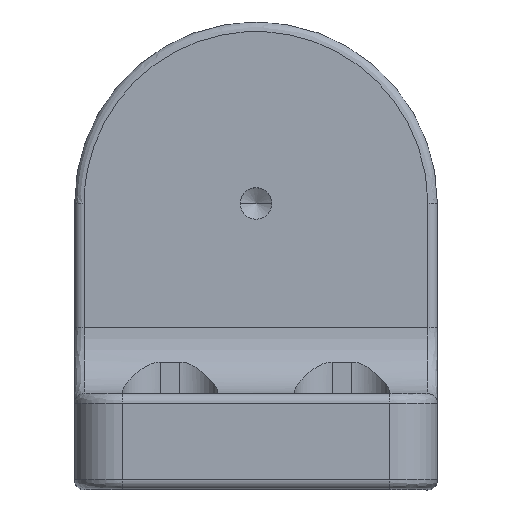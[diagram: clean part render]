
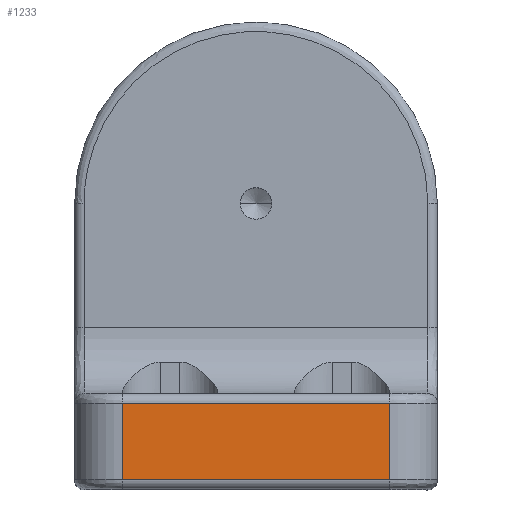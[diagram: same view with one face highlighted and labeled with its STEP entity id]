
A CAD part, top view. The second image highlights one B-rep face of the part: STEP entity #1233.
In plain terms, the highlighted planar face has unit normal (0, 0, 1).
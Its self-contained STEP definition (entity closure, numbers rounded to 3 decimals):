
#152 = EDGE_LOOP ( 'NONE', ( #2386, #2627, #1376, #2982 ) ) ;
#241 = VERTEX_POINT ( 'NONE', #2432 ) ;
#352 = VERTEX_POINT ( 'NONE', #1126 ) ;
#356 = CARTESIAN_POINT ( 'NONE',  ( 0., 0., 818.024 ) ) ;
#565 = LINE ( 'NONE', #1634, #1860 ) ;
#581 = PLANE ( 'NONE',  #1113 ) ;
#599 = DIRECTION ( 'NONE',  ( 1., 0., 0. ) ) ;
#628 = DIRECTION ( 'NONE',  ( -1., 0., 0. ) ) ;
#740 = LINE ( 'NONE', #3268, #3307 ) ;
#802 = CARTESIAN_POINT ( 'NONE',  ( -2018.585, -236.298, 818.024 ) ) ;
#1105 = EDGE_CURVE ( 'NONE', #352, #1958, #565, .T. ) ;
#1113 = AXIS2_PLACEMENT_3D ( 'NONE', #356, #1393, #599 ) ;
#1126 = CARTESIAN_POINT ( 'NONE',  ( -2018.585, -244.298, 818.024 ) ) ;
#1233 = ADVANCED_FACE ( 'NONE', ( #1817 ), #581, .T. ) ;
#1257 = EDGE_CURVE ( 'NONE', #3369, #1958, #740, .T. ) ;
#1316 = LINE ( 'NONE', #1579, #2640 ) ;
#1374 = DIRECTION ( 'NONE',  ( 0., 1., 0. ) ) ;
#1376 = ORIENTED_EDGE ( 'NONE', *, *, #1105, .F. ) ;
#1393 = DIRECTION ( 'NONE',  ( 0., 0., 1. ) ) ;
#1455 = CARTESIAN_POINT ( 'NONE',  ( -1990.585, -236.298, 818.024 ) ) ;
#1579 = CARTESIAN_POINT ( 'NONE',  ( -1990.314, -244.298, 818.024 ) ) ;
#1634 = CARTESIAN_POINT ( 'NONE',  ( -2018.585, -132.327, 818.024 ) ) ;
#1636 = EDGE_CURVE ( 'NONE', #241, #352, #1316, .T. ) ;
#1817 = FACE_OUTER_BOUND ( 'NONE', #152, .T. ) ;
#1860 = VECTOR ( 'NONE', #1374, 1000. ) ;
#1919 = VECTOR ( 'NONE', #2528, 1000. ) ;
#1956 = LINE ( 'NONE', #2771, #1919 ) ;
#1958 = VERTEX_POINT ( 'NONE', #802 ) ;
#2098 = DIRECTION ( 'NONE',  ( -1., 0., 0. ) ) ;
#2386 = ORIENTED_EDGE ( 'NONE', *, *, #3333, .T. ) ;
#2432 = CARTESIAN_POINT ( 'NONE',  ( -1990.585, -244.298, 818.024 ) ) ;
#2528 = DIRECTION ( 'NONE',  ( 0., 1., 0. ) ) ;
#2627 = ORIENTED_EDGE ( 'NONE', *, *, #1257, .T. ) ;
#2640 = VECTOR ( 'NONE', #2098, 1000. ) ;
#2771 = CARTESIAN_POINT ( 'NONE',  ( -1990.585, 0., 818.024 ) ) ;
#2982 = ORIENTED_EDGE ( 'NONE', *, *, #1636, .F. ) ;
#3268 = CARTESIAN_POINT ( 'NONE',  ( 0., -236.298, 818.024 ) ) ;
#3307 = VECTOR ( 'NONE', #628, 1000. ) ;
#3333 = EDGE_CURVE ( 'NONE', #241, #3369, #1956, .T. ) ;
#3369 = VERTEX_POINT ( 'NONE', #1455 ) ;
